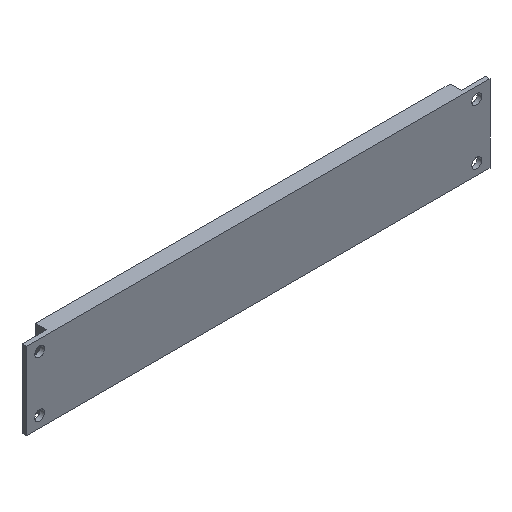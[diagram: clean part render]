
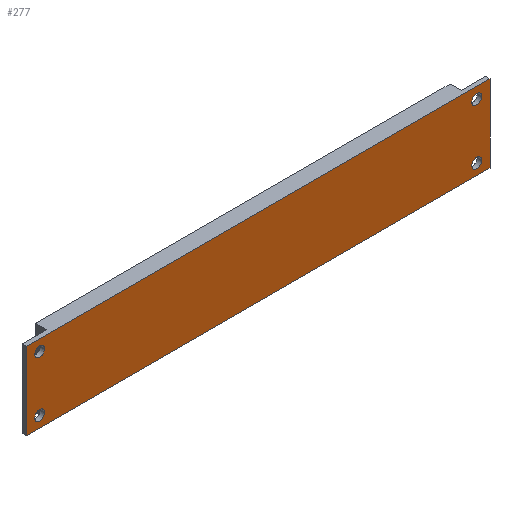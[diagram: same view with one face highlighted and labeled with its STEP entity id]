
A CAD part, isometric view. The second image highlights one B-rep face of the part: STEP entity #277.
In plain terms, the highlighted planar face has unit normal (0, -1, 0).
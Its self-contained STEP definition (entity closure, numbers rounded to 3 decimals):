
#23=FACE_BOUND('',#62,.T.);
#24=FACE_BOUND('',#63,.T.);
#25=FACE_BOUND('',#64,.T.);
#26=FACE_BOUND('',#65,.T.);
#31=CIRCLE('',#298,2.25);
#32=CIRCLE('',#299,2.25);
#33=CIRCLE('',#300,2.25);
#34=CIRCLE('',#301,2.25);
#43=FACE_OUTER_BOUND('',#61,.T.);
#61=EDGE_LOOP('',(#231,#232,#233,#234));
#62=EDGE_LOOP('',(#235));
#63=EDGE_LOOP('',(#236));
#64=EDGE_LOOP('',(#237));
#65=EDGE_LOOP('',(#238));
#80=LINE('',#403,#108);
#90=LINE('',#431,#118);
#92=LINE('',#435,#120);
#94=LINE('',#438,#122);
#108=VECTOR('',#322,10.);
#118=VECTOR('',#350,10.);
#120=VECTOR('',#354,10.);
#122=VECTOR('',#358,10.);
#135=VERTEX_POINT('',#400);
#136=VERTEX_POINT('',#402);
#145=VERTEX_POINT('',#430);
#146=VERTEX_POINT('',#434);
#147=VERTEX_POINT('',#439);
#148=VERTEX_POINT('',#441);
#149=VERTEX_POINT('',#443);
#150=VERTEX_POINT('',#445);
#160=EDGE_CURVE('',#135,#136,#80,.T.);
#174=EDGE_CURVE('',#145,#136,#90,.T.);
#176=EDGE_CURVE('',#145,#146,#92,.T.);
#178=EDGE_CURVE('',#135,#146,#94,.T.);
#179=EDGE_CURVE('',#147,#147,#31,.T.);
#180=EDGE_CURVE('',#148,#148,#32,.T.);
#181=EDGE_CURVE('',#149,#149,#33,.T.);
#182=EDGE_CURVE('',#150,#150,#34,.T.);
#231=ORIENTED_EDGE('',*,*,#174,.T.);
#232=ORIENTED_EDGE('',*,*,#160,.F.);
#233=ORIENTED_EDGE('',*,*,#178,.T.);
#234=ORIENTED_EDGE('',*,*,#176,.F.);
#235=ORIENTED_EDGE('',*,*,#179,.F.);
#236=ORIENTED_EDGE('',*,*,#180,.F.);
#237=ORIENTED_EDGE('',*,*,#181,.F.);
#238=ORIENTED_EDGE('',*,*,#182,.F.);
#267=PLANE('',#297);
#277=ADVANCED_FACE('',(#43,#23,#24,#25,#26),#267,.T.);
#297=AXIS2_PLACEMENT_3D('',#437,#356,#357);
#298=AXIS2_PLACEMENT_3D('',#440,#359,#360);
#299=AXIS2_PLACEMENT_3D('',#442,#361,#362);
#300=AXIS2_PLACEMENT_3D('',#444,#363,#364);
#301=AXIS2_PLACEMENT_3D('',#446,#365,#366);
#322=DIRECTION('',(-1.,0.,0.));
#350=DIRECTION('',(0.,0.,-1.));
#354=DIRECTION('',(1.,0.,0.));
#356=DIRECTION('center_axis',(0.,-1.,0.));
#357=DIRECTION('ref_axis',(0.,0.,-1.));
#358=DIRECTION('',(0.,0.,1.));
#359=DIRECTION('center_axis',(0.,-1.,0.));
#360=DIRECTION('ref_axis',(0.,0.,-1.));
#361=DIRECTION('center_axis',(0.,-1.,0.));
#362=DIRECTION('ref_axis',(0.,0.,-1.));
#363=DIRECTION('center_axis',(0.,-1.,0.));
#364=DIRECTION('ref_axis',(0.,0.,-1.));
#365=DIRECTION('center_axis',(0.,-1.,0.));
#366=DIRECTION('ref_axis',(0.,0.,-1.));
#400=CARTESIAN_POINT('',(104.9,-89.5,5.));
#402=CARTESIAN_POINT('',(-104.9,-89.5,5.));
#403=CARTESIAN_POINT('',(-52.5,-89.5,5.));
#430=CARTESIAN_POINT('',(-104.9,-89.5,40.));
#431=CARTESIAN_POINT('',(-104.9,-89.5,31.25));
#434=CARTESIAN_POINT('',(104.9,-89.5,40.));
#435=CARTESIAN_POINT('',(52.5,-89.5,40.));
#437=CARTESIAN_POINT('Origin',(0.,-89.5,22.5));
#438=CARTESIAN_POINT('',(104.9,-89.5,13.75));
#439=CARTESIAN_POINT('',(98.9,-89.5,12.25));
#440=CARTESIAN_POINT('Origin',(98.9,-89.5,10.));
#441=CARTESIAN_POINT('',(98.9,-89.5,37.25));
#442=CARTESIAN_POINT('Origin',(98.9,-89.5,35.));
#443=CARTESIAN_POINT('',(-98.9,-89.5,12.25));
#444=CARTESIAN_POINT('Origin',(-98.9,-89.5,10.));
#445=CARTESIAN_POINT('',(-98.9,-89.5,37.25));
#446=CARTESIAN_POINT('Origin',(-98.9,-89.5,35.));
